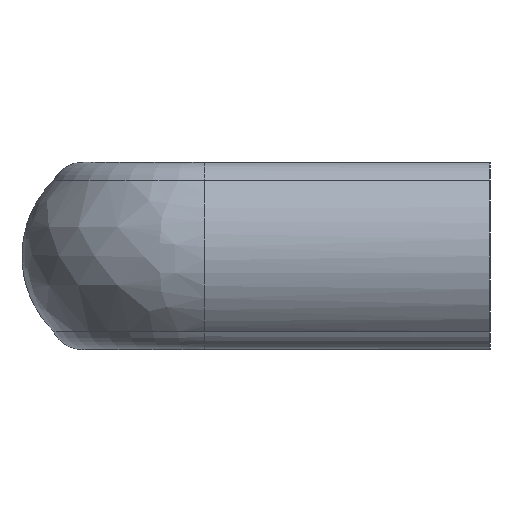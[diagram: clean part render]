
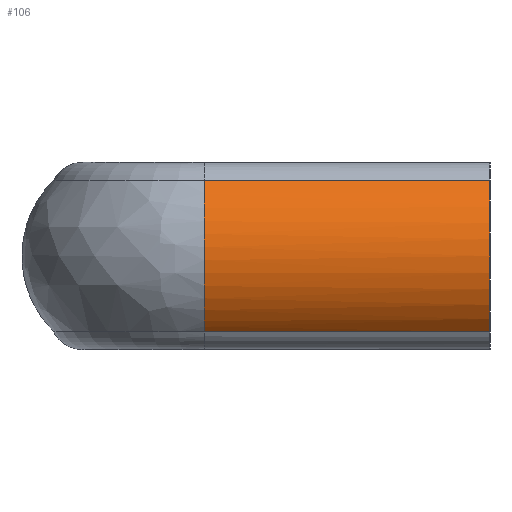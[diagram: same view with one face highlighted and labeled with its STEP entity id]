
A CAD part, left-side view. The second image highlights one B-rep face of the part: STEP entity #106.
In plain terms, the highlighted cylindrical face has radius 11.396 mm (diameter 22.793 mm), a partial arc.
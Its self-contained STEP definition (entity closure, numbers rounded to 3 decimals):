
#106 = ADVANCED_FACE( '', ( #214 ), #215, .T. );
#214 = FACE_OUTER_BOUND( '', #357, .T. );
#215 = CYLINDRICAL_SURFACE( '', #358, 11.396 );
#357 = EDGE_LOOP( '', ( #561, #562, #563, #564 ) );
#358 = AXIS2_PLACEMENT_3D( '', #565, #566, #567 );
#561 = ORIENTED_EDGE( '', *, *, #594, .T. );
#562 = ORIENTED_EDGE( '', *, *, #619, .F. );
#563 = ORIENTED_EDGE( '', *, *, #614, .F. );
#564 = ORIENTED_EDGE( '', *, *, #628, .T. );
#565 = CARTESIAN_POINT( '', ( 11.397, 0., 0. ) );
#566 = DIRECTION( '', ( 0., -1., 0. ) );
#567 = DIRECTION( '', ( 0., 0., 1. ) );
#594 = EDGE_CURVE( '', #688, #686, #689, .T. );
#614 = EDGE_CURVE( '', #718, #719, #720, .T. );
#619 = EDGE_CURVE( '', #719, #686, #725, .T. );
#628 = EDGE_CURVE( '', #718, #688, #734, .T. );
#686 = VERTEX_POINT( '', #843 );
#688 = VERTEX_POINT( '', #845 );
#689 = B_SPLINE_CURVE_WITH_KNOTS( '', 3, ( #846, #847, #848, #849, #850, #851, #852, #853, #854, #855 ), .UNSPECIFIED., .F., .F., ( 4, 2, 2, 2, 4 ), ( 0., 0.25, 0.5, 0.75, 1. ), .UNSPECIFIED. );
#718 = VERTEX_POINT( '', #942 );
#719 = VERTEX_POINT( '', #943 );
#720 = CIRCLE( '', #944, 11.396 );
#725 = LINE( '', #958, #959 );
#734 = LINE( '', #977, #978 );
#843 = CARTESIAN_POINT( '', ( 3.395, 30.5, -8.115 ) );
#845 = CARTESIAN_POINT( '', ( 3.395, 30.5, 8.114 ) );
#846 = CARTESIAN_POINT( '', ( 3.395, 30.5, 8.114 ) );
#847 = CARTESIAN_POINT( '', ( 2.323, 30.5, 7.057 ) );
#848 = CARTESIAN_POINT( '', ( 1.464, 30.5, 5.786 ) );
#849 = CARTESIAN_POINT( '', ( 0.303, 30.5, 3.009 ) );
#850 = CARTESIAN_POINT( '', ( 0.001, 30.5, 1.505 ) );
#851 = CARTESIAN_POINT( '', ( 0.001, 30.5, -1.505 ) );
#852 = CARTESIAN_POINT( '', ( 0.303, 30.5, -3.009 ) );
#853 = CARTESIAN_POINT( '', ( 1.464, 30.5, -5.786 ) );
#854 = CARTESIAN_POINT( '', ( 2.323, 30.5, -7.057 ) );
#855 = CARTESIAN_POINT( '', ( 3.395, 30.5, -8.114 ) );
#942 = CARTESIAN_POINT( '', ( 3.395, 0., 8.114 ) );
#943 = CARTESIAN_POINT( '', ( 3.395, 0., -8.114 ) );
#944 = AXIS2_PLACEMENT_3D( '', #1064, #1065, #1066 );
#958 = CARTESIAN_POINT( '', ( 3.395, 0., -8.114 ) );
#959 = VECTOR( '', #1073, 1000. );
#977 = CARTESIAN_POINT( '', ( 3.395, 0., 8.114 ) );
#978 = VECTOR( '', #1083, 1000. );
#1064 = CARTESIAN_POINT( '', ( 11.397, 0., 0. ) );
#1065 = DIRECTION( '', ( 0., -1., 0. ) );
#1066 = DIRECTION( '', ( 0., 0., 1. ) );
#1073 = DIRECTION( '', ( 0., 1., 0. ) );
#1083 = DIRECTION( '', ( 0., 1., 0. ) );
